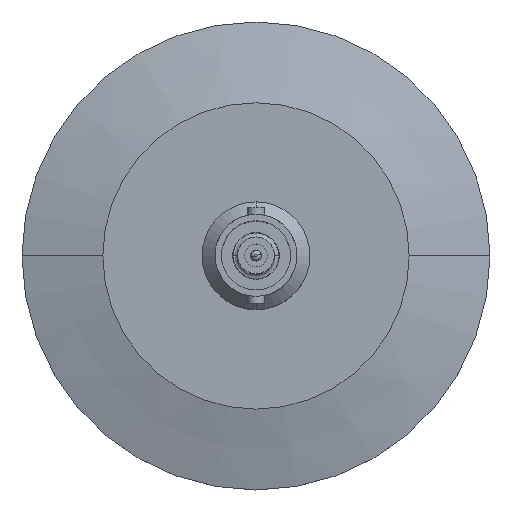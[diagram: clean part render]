
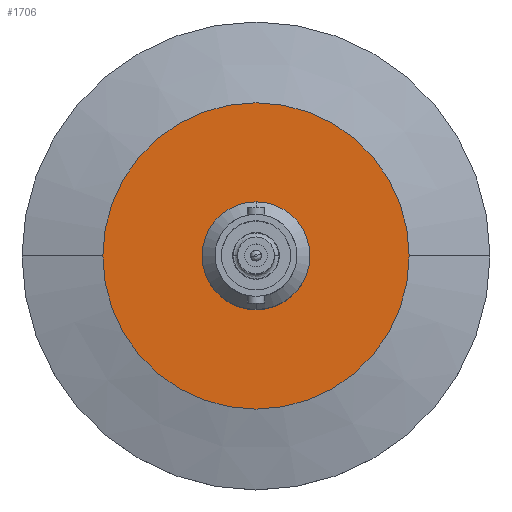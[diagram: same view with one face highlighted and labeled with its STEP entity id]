
A CAD part, top view. The second image highlights one B-rep face of the part: STEP entity #1706.
In plain terms, the highlighted planar face has unit normal (0, 0, 1).
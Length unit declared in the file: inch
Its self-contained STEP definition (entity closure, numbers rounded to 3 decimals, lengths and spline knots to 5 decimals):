
#267 = EDGE_CURVE ( 'NONE', #2243, #2124, #1627, .T. ) ;
#272 = EDGE_CURVE ( 'NONE', #2124, #2243, #1623, .T. ) ;
#333 = CARTESIAN_POINT ( 'NONE',  ( 0., 0.2485, 0.2 ) ) ;
#343 = CARTESIAN_POINT ( 'NONE',  ( -0.707, 0., 0.2 ) ) ;
#383 = CARTESIAN_POINT ( 'NONE',  ( 0.707, 0., 0.2 ) ) ;
#384 = CARTESIAN_POINT ( 'NONE',  ( 0., -0.2485, 0.2 ) ) ;
#589 = DIRECTION ( 'NONE',  ( 1., 0., 0. ) ) ;
#590 = DIRECTION ( 'NONE',  ( 0., 0., 1. ) ) ;
#592 = PLANE ( 'NONE',  #2419 ) ;
#596 = CARTESIAN_POINT ( 'NONE',  ( 0., 0., 0.2 ) ) ;
#1145 = CIRCLE ( 'NONE', #1949, 0.2485 ) ;
#1205 = CARTESIAN_POINT ( 'NONE',  ( 0., 0., 0.2 ) ) ;
#1206 = DIRECTION ( 'NONE',  ( 0., 0., 1. ) ) ;
#1207 = DIRECTION ( 'NONE',  ( 1., 0., 0. ) ) ;
#1340 = AXIS2_PLACEMENT_3D ( 'NONE', #2331, #2329, #2325 ) ;
#1377 = CIRCLE ( 'NONE', #1340, 0.2485 ) ;
#1529 = FACE_OUTER_BOUND ( 'NONE', #2732, .T. ) ;
#1537 = FACE_BOUND ( 'NONE', #2720, .T. ) ;
#1623 = CIRCLE ( 'NONE', #2372, 0.707 ) ;
#1627 = CIRCLE ( 'NONE', #2370, 0.707 ) ;
#1706 = ADVANCED_FACE ( 'NONE', ( #1537, #1529 ), #592, .T. ) ;
#1949 = AXIS2_PLACEMENT_3D ( 'NONE', #1205, #1206, #1207 ) ;
#2124 = VERTEX_POINT ( 'NONE', #383 ) ;
#2210 = VERTEX_POINT ( 'NONE', #384 ) ;
#2243 = VERTEX_POINT ( 'NONE', #343 ) ;
#2251 = VERTEX_POINT ( 'NONE', #333 ) ;
#2325 = DIRECTION ( 'NONE',  ( 1., 0., 0. ) ) ;
#2329 = DIRECTION ( 'NONE',  ( 0., 0., 1. ) ) ;
#2331 = CARTESIAN_POINT ( 'NONE',  ( 0., 0., 0.2 ) ) ;
#2370 = AXIS2_PLACEMENT_3D ( 'NONE', #3041, #3037, #2954 ) ;
#2372 = AXIS2_PLACEMENT_3D ( 'NONE', #2969, #2955, #2968 ) ;
#2419 = AXIS2_PLACEMENT_3D ( 'NONE', #596, #590, #589 ) ;
#2469 = EDGE_CURVE ( 'NONE', #2251, #2210, #1377, .T. ) ;
#2570 = ORIENTED_EDGE ( 'NONE', *, *, #272, .T. ) ;
#2571 = ORIENTED_EDGE ( 'NONE', *, *, #267, .T. ) ;
#2572 = ORIENTED_EDGE ( 'NONE', *, *, #2656, .F. ) ;
#2573 = ORIENTED_EDGE ( 'NONE', *, *, #2469, .F. ) ;
#2656 = EDGE_CURVE ( 'NONE', #2210, #2251, #1145, .T. ) ;
#2720 = EDGE_LOOP ( 'NONE', ( #2573, #2572 ) ) ;
#2732 = EDGE_LOOP ( 'NONE', ( #2571, #2570 ) ) ;
#2954 = DIRECTION ( 'NONE',  ( 1., 0., 0. ) ) ;
#2955 = DIRECTION ( 'NONE',  ( 0., 0., 1. ) ) ;
#2968 = DIRECTION ( 'NONE',  ( 1., 0., 0. ) ) ;
#2969 = CARTESIAN_POINT ( 'NONE',  ( 0., 0., 0.2 ) ) ;
#3037 = DIRECTION ( 'NONE',  ( 0., 0., 1. ) ) ;
#3041 = CARTESIAN_POINT ( 'NONE',  ( 0., 0., 0.2 ) ) ;
